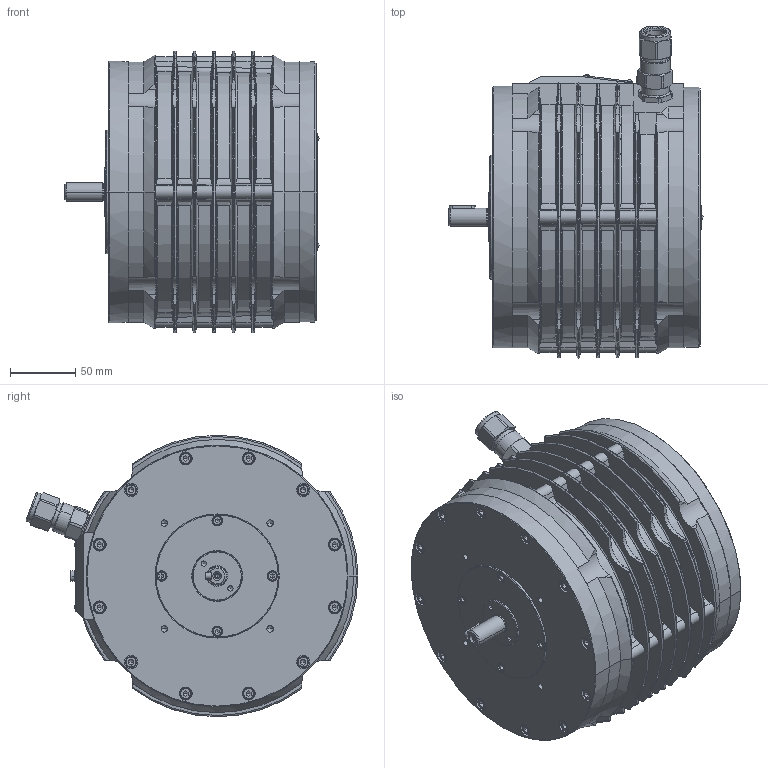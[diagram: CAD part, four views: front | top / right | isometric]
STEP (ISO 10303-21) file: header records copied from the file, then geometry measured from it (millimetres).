
FILE_DESCRIPTION((''),'2;1');
FILE_NAME('MS-6 Exd IIC T3 Basic.stp','2014-06-18T09:47:11',('arodrigo'),(''),'Autodesk Inventor 9','Autodesk Inventor 9','');
FILE_SCHEMA(('AUTOMOTIVE_DESIGN { 1 0 10303 214 1 1 1 1 }'));
Length unit declared in the file: millimetre
Products named in the file (1): Pieza1
Bounding box: 195.18 x 255.04 x 216.39 mm (x, y, z)
Volume: 4924026.6 mm3; surface area: 283713.8 mm2
Topology: 62 solids, 62 shells, 1586 faces, 4120 edges, 2662 vertices
Faces by surface type: plane 572, bspline 370, cylinder 296, cone 196, torus 146, sphere 6
Entity records: 57537 total; most frequent: CARTESIAN_POINT 21765, ORIENTED_EDGE 8016, DIRECTION 6859, EDGE_CURVE 4008, AXIS2_PLACEMENT_3D 2736, VERTEX_POINT 2662, EDGE_LOOP 1786, FACE_OUTER_BOUND 1586
